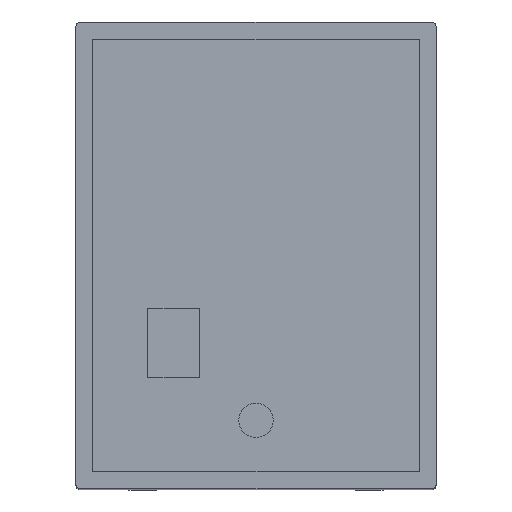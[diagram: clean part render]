
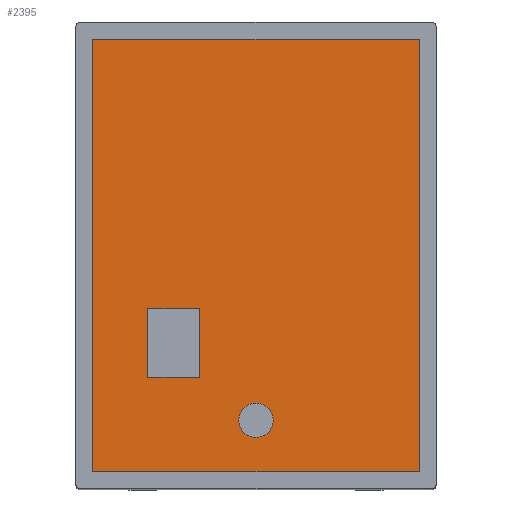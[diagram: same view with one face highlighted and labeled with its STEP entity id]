
A CAD part, top view. The second image highlights one B-rep face of the part: STEP entity #2395.
In plain terms, the highlighted planar face has unit normal (0, 0, 1).
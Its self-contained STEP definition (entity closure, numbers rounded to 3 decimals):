
#640=FACE_BOUND('',#5837,.T.);
#641=FACE_BOUND('',#5838,.T.);
#642=FACE_BOUND('',#5839,.T.);
#1207=CIRCLE('',#24692,1.);
#2395=ADVANCED_FACE('',(#640,#641,#642),#3320,.T.);
#3320=PLANE('',#24693);
#5837=EDGE_LOOP('',(#12203));
#5838=EDGE_LOOP('',(#12204,#12205,#12206,#12207));
#5839=EDGE_LOOP('',(#12208,#12209,#12210,#12211));
#12203=ORIENTED_EDGE('',*,*,#17628,.F.);
#12204=ORIENTED_EDGE('',*,*,#17629,.F.);
#12205=ORIENTED_EDGE('',*,*,#17630,.F.);
#12206=ORIENTED_EDGE('',*,*,#17631,.F.);
#12207=ORIENTED_EDGE('',*,*,#17632,.F.);
#12208=ORIENTED_EDGE('',*,*,#17627,.T.);
#12209=ORIENTED_EDGE('',*,*,#17633,.F.);
#12210=ORIENTED_EDGE('',*,*,#17621,.T.);
#12211=ORIENTED_EDGE('',*,*,#17624,.T.);
#14419=VERTEX_POINT('',#37532);
#14420=VERTEX_POINT('',#37533);
#14421=VERTEX_POINT('',#37538);
#14422=VERTEX_POINT('',#37542);
#14423=VERTEX_POINT('',#37546);
#14424=VERTEX_POINT('',#37548);
#14425=VERTEX_POINT('',#37549);
#14426=VERTEX_POINT('',#37551);
#14427=VERTEX_POINT('',#37553);
#17621=EDGE_CURVE('',#14419,#14420,#20275,.T.);
#17624=EDGE_CURVE('',#14420,#14421,#20278,.T.);
#17627=EDGE_CURVE('',#14421,#14422,#20281,.T.);
#17628=EDGE_CURVE('',#14423,#14423,#1207,.T.);
#17629=EDGE_CURVE('',#14424,#14425,#20282,.T.);
#17630=EDGE_CURVE('',#14426,#14424,#20283,.T.);
#17631=EDGE_CURVE('',#14427,#14426,#20284,.T.);
#17632=EDGE_CURVE('',#14425,#14427,#20285,.T.);
#17633=EDGE_CURVE('',#14419,#14422,#20286,.T.);
#20275=LINE('',#37531,#22923);
#20278=LINE('',#37537,#22926);
#20281=LINE('',#37543,#22929);
#20282=LINE('',#37547,#22930);
#20283=LINE('',#37550,#22931);
#20284=LINE('',#37552,#22932);
#20285=LINE('',#37554,#22933);
#20286=LINE('',#37555,#22934);
#22923=VECTOR('',#30805,1.);
#22926=VECTOR('',#30810,1.);
#22929=VECTOR('',#30815,1.);
#22930=VECTOR('',#30820,1.);
#22931=VECTOR('',#30821,1.);
#22932=VECTOR('',#30822,1.);
#22933=VECTOR('',#30823,1.);
#22934=VECTOR('',#30824,1.);
#24692=AXIS2_PLACEMENT_3D('',#37545,#30818,#30819);
#24693=AXIS2_PLACEMENT_3D('',#37556,#30825,#30826);
#30805=DIRECTION('',(0.,1.,0.));
#30810=DIRECTION('',(-1.,0.,0.));
#30815=DIRECTION('',(0.,-1.,0.));
#30818=DIRECTION('',(0.,0.,1.));
#30819=DIRECTION('',(-1.,0.,0.));
#30820=DIRECTION('',(0.,1.,0.));
#30821=DIRECTION('',(1.,0.,0.));
#30822=DIRECTION('',(0.,-1.,0.));
#30823=DIRECTION('',(-1.,0.,0.));
#30824=DIRECTION('',(-1.,0.,0.));
#30825=DIRECTION('',(0.,0.,1.));
#30826=DIRECTION('',(-1.,0.,0.));
#37531=CARTESIAN_POINT('',(9.5,-12.6,35.));
#37532=CARTESIAN_POINT('',(9.5,-12.6,35.));
#37533=CARTESIAN_POINT('',(9.5,12.6,35.));
#37537=CARTESIAN_POINT('',(9.5,12.6,35.));
#37538=CARTESIAN_POINT('',(-9.5,12.6,35.));
#37542=CARTESIAN_POINT('',(-9.5,-12.6,35.));
#37543=CARTESIAN_POINT('',(-9.5,-12.6,35.));
#37545=CARTESIAN_POINT('',(0.,-9.6,35.));
#37546=CARTESIAN_POINT('',(-1.,-9.6,35.));
#37547=CARTESIAN_POINT('',(-3.3,-7.1,35.));
#37548=CARTESIAN_POINT('',(-3.3,-7.1,35.));
#37549=CARTESIAN_POINT('',(-3.3,-3.1,35.));
#37550=CARTESIAN_POINT('',(-3.3,-7.1,35.));
#37551=CARTESIAN_POINT('',(-6.3,-7.1,35.));
#37552=CARTESIAN_POINT('',(-6.3,-7.1,35.));
#37553=CARTESIAN_POINT('',(-6.3,-3.1,35.));
#37554=CARTESIAN_POINT('',(-3.3,-3.1,35.));
#37555=CARTESIAN_POINT('',(9.5,-12.6,35.));
#37556=CARTESIAN_POINT('',(10.5,13.6,35.));
